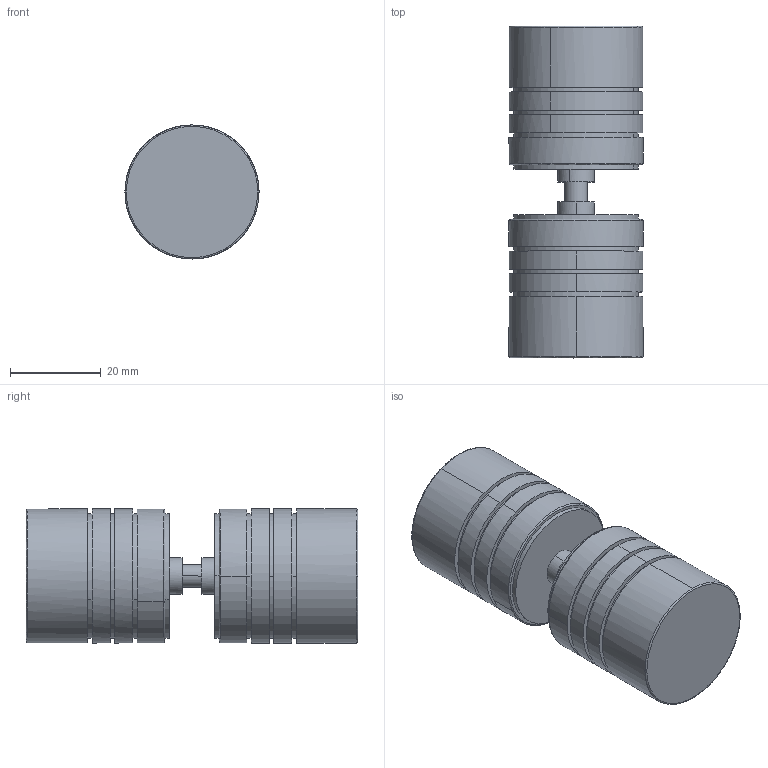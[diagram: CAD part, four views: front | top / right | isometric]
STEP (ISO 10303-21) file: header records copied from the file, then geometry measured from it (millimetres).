
FILE_DESCRIPTION(/* description */ (''),/* implementation_level */ '2;1');
FILE_NAME(/* name */ 'STEP - H31-HDLS065_1705950, 1705951, 1705952, 1705953, 1705954',/* time_stamp */ '2024-09-17T14:30:40+10:00',/* author */ (''),/* organization */ (''),/* preprocessor_version */ 'ST-DEVELOPER v16.5',/* originating_system */ 'Rhino 7.37',/* authorisation */ '');
FILE_SCHEMA (('CONFIG_CONTROL_DESIGN'));
Length unit declared in the file: millimetre
Products named in the file (5): Document; 3D file-H31-HANDLE_1705950~1705954; hex socket set screws with flat point gb_GB_FASTENER_SCREWS_HSFP M5X2
5-N; ��3^LS065_1; LS065_1
Assembly tree (6 placements, depth 3):
  Document
    3D file-H31-HANDLE_1705950~1705954
      hex socket set screws with flat point gb_GB_FASTENER_SCREWS_HSFP M5X2
5-N
      ��3^LS065_1  x2
      LS065_1  x2
Bounding box: 29.5 x 73 x 29.5 mm (x, y, z)
Volume: 42526 mm3; surface area: 12885.7 mm2
Topology: 5 solids, 5 shells, 100 faces, 210 edges, 131 vertices
Faces by surface type: cylinder 46, plane 36, bspline 18
Entity records: 2451 total; most frequent: CARTESIAN_POINT 1095, ORIENTED_EDGE 252, EDGE_CURVE 126, VERTEX_POINT 80, DIRECTION 77, EDGE_LOOP 72, AXIS2_PLACEMENT_3D 63, ADVANCED_FACE 61
